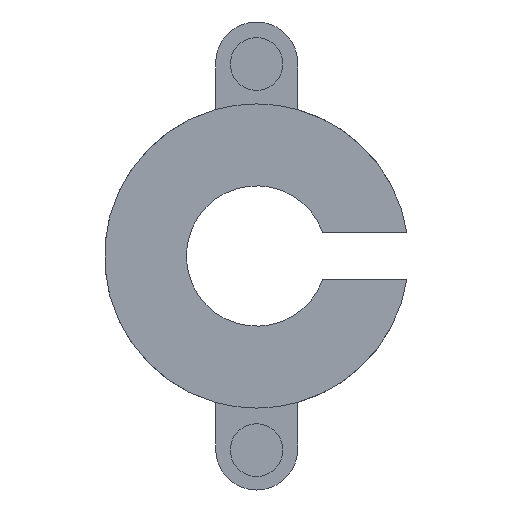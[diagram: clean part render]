
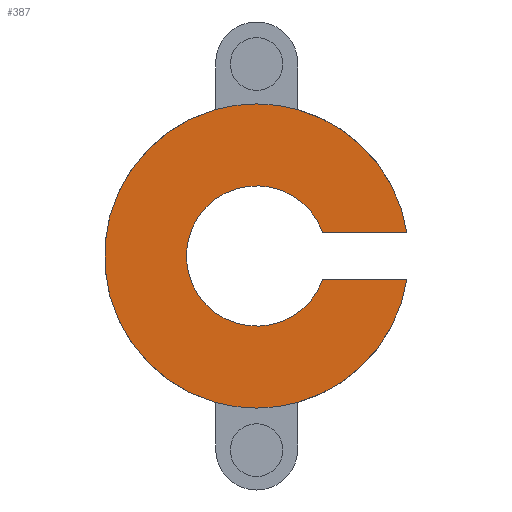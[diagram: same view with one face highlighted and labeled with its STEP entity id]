
A CAD part, front view. The second image highlights one B-rep face of the part: STEP entity #387.
In plain terms, the highlighted planar face has unit normal (0, -1, 0).
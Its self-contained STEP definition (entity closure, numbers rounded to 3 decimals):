
#18=PLANE('',#433);
#34=FACE_OUTER_BOUND('',#58,.T.);
#58=EDGE_LOOP('',(#274,#275,#276,#277,#278,#279,#280,#281));
#83=CIRCLE('',#431,6.);
#84=CIRCLE('',#434,13.);
#85=CIRCLE('',#435,13.);
#86=CIRCLE('',#436,13.);
#87=CIRCLE('',#437,13.);
#88=CIRCLE('',#438,13.);
#106=LINE('',#615,#140);
#111=LINE('',#625,#145);
#140=VECTOR('',#487,10.);
#145=VECTOR('',#494,10.);
#173=VERTEX_POINT('',#606);
#175=VERTEX_POINT('',#610);
#176=VERTEX_POINT('',#614);
#180=VERTEX_POINT('',#624);
#181=VERTEX_POINT('',#626);
#182=VERTEX_POINT('',#628);
#183=VERTEX_POINT('',#630);
#184=VERTEX_POINT('',#632);
#211=EDGE_CURVE('',#173,#175,#83,.T.);
#212=EDGE_CURVE('',#176,#173,#106,.T.);
#217=EDGE_CURVE('',#175,#180,#111,.T.);
#218=EDGE_CURVE('',#180,#181,#84,.T.);
#219=EDGE_CURVE('',#181,#182,#85,.T.);
#220=EDGE_CURVE('',#182,#183,#86,.T.);
#221=EDGE_CURVE('',#183,#184,#87,.T.);
#222=EDGE_CURVE('',#184,#176,#88,.T.);
#274=ORIENTED_EDGE('',*,*,#211,.T.);
#275=ORIENTED_EDGE('',*,*,#217,.T.);
#276=ORIENTED_EDGE('',*,*,#218,.T.);
#277=ORIENTED_EDGE('',*,*,#219,.T.);
#278=ORIENTED_EDGE('',*,*,#220,.T.);
#279=ORIENTED_EDGE('',*,*,#221,.T.);
#280=ORIENTED_EDGE('',*,*,#222,.T.);
#281=ORIENTED_EDGE('',*,*,#212,.T.);
#387=ADVANCED_FACE('',(#34),#18,.T.);
#431=AXIS2_PLACEMENT_3D('',#612,#483,#484);
#433=AXIS2_PLACEMENT_3D('',#623,#492,#493);
#434=AXIS2_PLACEMENT_3D('',#627,#495,#496);
#435=AXIS2_PLACEMENT_3D('',#629,#497,#498);
#436=AXIS2_PLACEMENT_3D('',#631,#499,#500);
#437=AXIS2_PLACEMENT_3D('',#633,#501,#502);
#438=AXIS2_PLACEMENT_3D('',#634,#503,#504);
#483=DIRECTION('center_axis',(0.,1.,0.));
#484=DIRECTION('ref_axis',(1.,0.,0.));
#487=DIRECTION('',(-1.,0.,0.));
#492=DIRECTION('center_axis',(0.,-1.,0.));
#493=DIRECTION('ref_axis',(0.,0.,-1.));
#494=DIRECTION('',(1.,0.,0.));
#495=DIRECTION('center_axis',(0.,-1.,0.));
#496=DIRECTION('ref_axis',(1.,0.,0.));
#497=DIRECTION('center_axis',(0.,-1.,0.));
#498=DIRECTION('ref_axis',(1.,0.,0.));
#499=DIRECTION('center_axis',(0.,-1.,0.));
#500=DIRECTION('ref_axis',(1.,0.,0.));
#501=DIRECTION('center_axis',(0.,-1.,0.));
#502=DIRECTION('ref_axis',(1.,0.,0.));
#503=DIRECTION('center_axis',(0.,-1.,0.));
#504=DIRECTION('ref_axis',(1.,0.,0.));
#606=CARTESIAN_POINT('',(5.657,-1.,-2.));
#610=CARTESIAN_POINT('',(5.657,-1.,2.));
#612=CARTESIAN_POINT('Origin',(0.,-1.,0.));
#614=CARTESIAN_POINT('',(12.845,-1.,-2.));
#615=CARTESIAN_POINT('',(8.159,-1.,-2.));
#623=CARTESIAN_POINT('Origin',(0.,-1.,0.));
#624=CARTESIAN_POINT('',(12.845,-1.,2.));
#625=CARTESIAN_POINT('',(0.,-1.,2.));
#626=CARTESIAN_POINT('',(3.5,-1.,12.52));
#627=CARTESIAN_POINT('Origin',(0.,-1.,0.));
#628=CARTESIAN_POINT('',(-3.5,-1.,12.52));
#629=CARTESIAN_POINT('Origin',(0.,-1.,0.));
#630=CARTESIAN_POINT('',(-3.5,-1.,-12.52));
#631=CARTESIAN_POINT('Origin',(0.,-1.,0.));
#632=CARTESIAN_POINT('',(3.5,-1.,-12.52));
#633=CARTESIAN_POINT('Origin',(0.,-1.,0.));
#634=CARTESIAN_POINT('Origin',(0.,-1.,0.));
